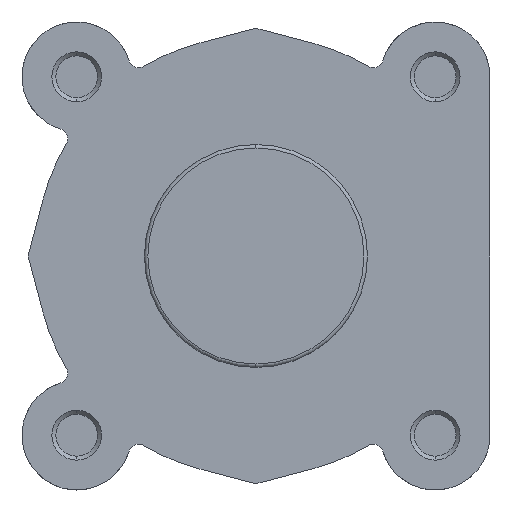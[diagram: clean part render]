
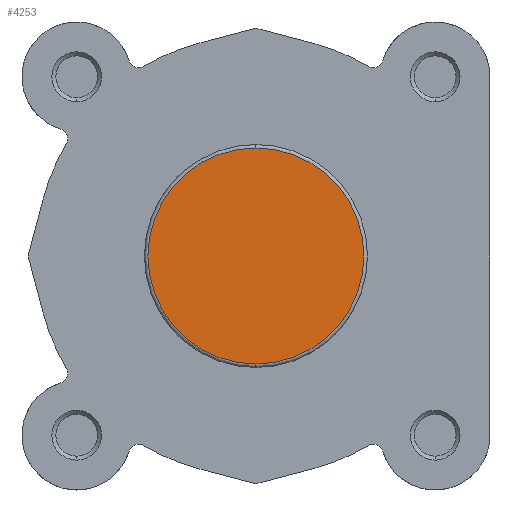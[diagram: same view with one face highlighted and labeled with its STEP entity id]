
A CAD part, left-side view. The second image highlights one B-rep face of the part: STEP entity #4253.
In plain terms, the highlighted planar face has unit normal (-1, 0, 0).
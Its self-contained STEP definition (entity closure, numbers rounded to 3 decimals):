
#674 = CARTESIAN_POINT ( 'NONE',  ( 0., 0., 0. ) ) ;
#675 = DIRECTION ( 'NONE',  ( -1., 0., 0. ) ) ;
#676 = DIRECTION ( 'NONE',  ( 0., 0., -1. ) ) ;
#1348 = EDGE_LOOP ( 'NONE', ( #7011, #6822 ) ) ;
#1643 = FACE_OUTER_BOUND ( 'NONE', #1348, .T. ) ;
#2346 = CARTESIAN_POINT ( 'NONE',  ( 0., 0., 21.7 ) ) ;
#2375 = CARTESIAN_POINT ( 'NONE',  ( 0., 0., -21.7 ) ) ;
#2956 = CARTESIAN_POINT ( 'NONE',  ( 0., 0., 0. ) ) ;
#2962 = DIRECTION ( 'NONE',  ( -1., 0., 0. ) ) ;
#2963 = DIRECTION ( 'NONE',  ( 0., 0., -1. ) ) ;
#3575 = CIRCLE ( 'NONE', #6470, 21.7 ) ;
#4139 = CIRCLE ( 'NONE', #6654, 21.7 ) ;
#4253 = ADVANCED_FACE ( 'NONE', ( #1643 ), #5033, .F. ) ;
#4603 = VERTEX_POINT ( 'NONE', #2346 ) ;
#4632 = VERTEX_POINT ( 'NONE', #2375 ) ;
#5033 = PLANE ( 'NONE',  #6162 ) ;
#5040 = CARTESIAN_POINT ( 'NONE',  ( 0., 22.4, 0. ) ) ;
#5048 = DIRECTION ( 'NONE',  ( 1., 0., 0. ) ) ;
#5049 = DIRECTION ( 'NONE',  ( 0., 0., -1. ) ) ;
#5704 = EDGE_CURVE ( 'NONE', #4632, #4603, #3575, .T. ) ;
#6095 = EDGE_CURVE ( 'NONE', #4603, #4632, #4139, .T. ) ;
#6162 = AXIS2_PLACEMENT_3D ( 'NONE', #5040, #5048, #5049 ) ;
#6470 = AXIS2_PLACEMENT_3D ( 'NONE', #2956, #2962, #2963 ) ;
#6654 = AXIS2_PLACEMENT_3D ( 'NONE', #674, #675, #676 ) ;
#6822 = ORIENTED_EDGE ( 'NONE', *, *, #6095, .T. ) ;
#7011 = ORIENTED_EDGE ( 'NONE', *, *, #5704, .T. ) ;
